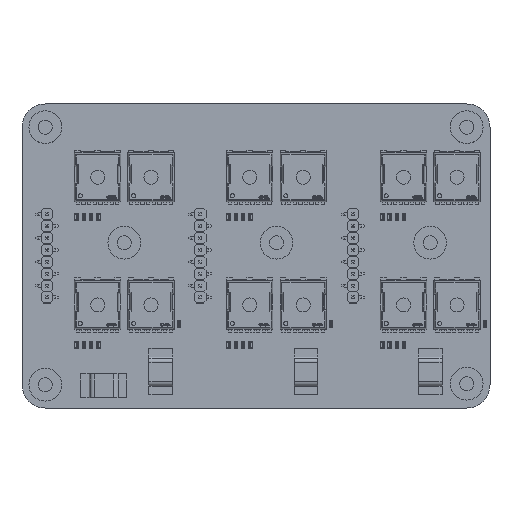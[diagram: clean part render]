
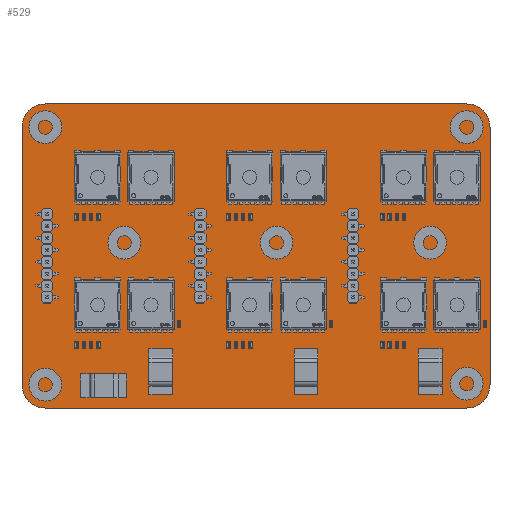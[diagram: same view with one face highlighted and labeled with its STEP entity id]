
A CAD part, top view. The second image highlights one B-rep face of the part: STEP entity #529.
In plain terms, the highlighted planar face has unit normal (0, 0, 1).
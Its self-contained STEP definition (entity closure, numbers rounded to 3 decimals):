
#264 = VERTEX_POINT('',#265);
#265 = CARTESIAN_POINT('',(0.006,4.994,1.591));
#271 = EDGE_CURVE('',#264,#272,#274,.T.);
#272 = VERTEX_POINT('',#273);
#273 = CARTESIAN_POINT('',(0.006,59.994,1.591));
#274 = LINE('',#275,#276);
#275 = CARTESIAN_POINT('',(0.006,4.994,1.591));
#276 = VECTOR('',#277,1.);
#277 = DIRECTION('',(0.,1.,0.));
#302 = EDGE_CURVE('',#272,#303,#305,.T.);
#303 = VERTEX_POINT('',#304);
#304 = CARTESIAN_POINT('',(4.994,64.981,1.591));
#305 = CIRCLE('',#306,4.988);
#306 = AXIS2_PLACEMENT_3D('',#307,#308,#309);
#307 = CARTESIAN_POINT('',(4.994,59.993,1.591));
#308 = DIRECTION('',(0.,0.,-1.));
#309 = DIRECTION('',(-1.,0.,0.));
#335 = EDGE_CURVE('',#303,#336,#338,.T.);
#336 = VERTEX_POINT('',#337);
#337 = CARTESIAN_POINT('',(94.994,64.981,1.591));
#338 = LINE('',#339,#340);
#339 = CARTESIAN_POINT('',(4.994,64.981,1.591));
#340 = VECTOR('',#341,1.);
#341 = DIRECTION('',(1.,0.,0.));
#366 = EDGE_CURVE('',#336,#367,#369,.T.);
#367 = VERTEX_POINT('',#368);
#368 = CARTESIAN_POINT('',(99.981,59.994,1.591));
#369 = CIRCLE('',#370,4.988);
#370 = AXIS2_PLACEMENT_3D('',#371,#372,#373);
#371 = CARTESIAN_POINT('',(94.993,59.993,1.591));
#372 = DIRECTION('',(0.,0.,-1.));
#373 = DIRECTION('',(0.,1.,0.));
#399 = EDGE_CURVE('',#367,#400,#402,.T.);
#400 = VERTEX_POINT('',#401);
#401 = CARTESIAN_POINT('',(99.981,4.994,1.591));
#402 = LINE('',#403,#404);
#403 = CARTESIAN_POINT('',(99.981,59.994,1.591));
#404 = VECTOR('',#405,1.);
#405 = DIRECTION('',(0.,-1.,0.));
#430 = EDGE_CURVE('',#400,#431,#433,.T.);
#431 = VERTEX_POINT('',#432);
#432 = CARTESIAN_POINT('',(94.994,0.006,1.591));
#433 = CIRCLE('',#434,4.988);
#434 = AXIS2_PLACEMENT_3D('',#435,#436,#437);
#435 = CARTESIAN_POINT('',(94.993,4.994,1.591));
#436 = DIRECTION('',(0.,0.,-1.));
#437 = DIRECTION('',(1.,0.,0.));
#463 = EDGE_CURVE('',#431,#464,#466,.T.);
#464 = VERTEX_POINT('',#465);
#465 = CARTESIAN_POINT('',(4.994,0.006,1.591));
#466 = LINE('',#467,#468);
#467 = CARTESIAN_POINT('',(94.994,0.006,1.591));
#468 = VECTOR('',#469,1.);
#469 = DIRECTION('',(-1.,0.,0.));
#494 = EDGE_CURVE('',#464,#264,#495,.T.);
#495 = CIRCLE('',#496,4.988);
#496 = AXIS2_PLACEMENT_3D('',#497,#498,#499);
#497 = CARTESIAN_POINT('',(4.994,4.994,1.591));
#498 = DIRECTION('',(0.,0.,-1.));
#499 = DIRECTION('',(0.,-1.,-0.));
#529 = ADVANCED_FACE('',(#530),#540,.F.);
#530 = FACE_BOUND('',#531,.F.);
#531 = EDGE_LOOP('',(#532,#533,#534,#535,#536,#537,#538,#539));
#532 = ORIENTED_EDGE('',*,*,#271,.T.);
#533 = ORIENTED_EDGE('',*,*,#302,.T.);
#534 = ORIENTED_EDGE('',*,*,#335,.T.);
#535 = ORIENTED_EDGE('',*,*,#366,.T.);
#536 = ORIENTED_EDGE('',*,*,#399,.T.);
#537 = ORIENTED_EDGE('',*,*,#430,.T.);
#538 = ORIENTED_EDGE('',*,*,#463,.T.);
#539 = ORIENTED_EDGE('',*,*,#494,.T.);
#540 = PLANE('',#541);
#541 = AXIS2_PLACEMENT_3D('',#542,#543,#544);
#542 = CARTESIAN_POINT('',(49.994,32.494,1.591));
#543 = DIRECTION('',(-0.,-0.,-1.));
#544 = DIRECTION('',(-1.,0.,0.));
